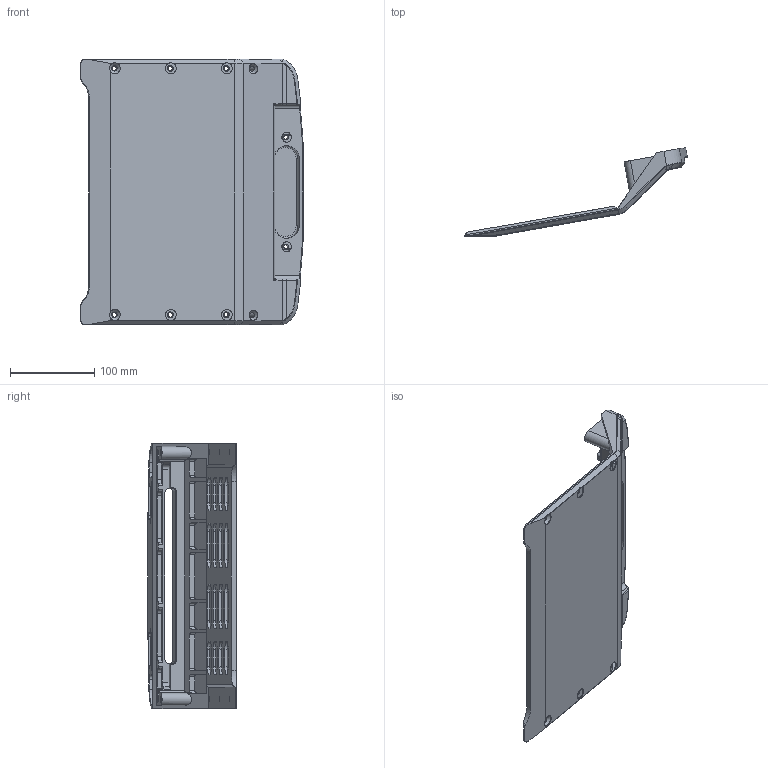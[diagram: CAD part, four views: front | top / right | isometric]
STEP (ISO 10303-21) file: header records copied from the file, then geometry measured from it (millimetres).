
FILE_DESCRIPTION(/* description */ (''),/* implementation_level */ '2;1');
FILE_NAME(/* name */ 'Odyssey Bumper.step',/* time_stamp */ '2024-08-25T02:50:44+01:00',/* author */ (''),/* organization */ (''),/* preprocessor_version */ 'ST-DEVELOPER v20',/* originating_system */ 'Autodesk Translation Framework v13.14.0.145',/* authorisation */ '');
FILE_SCHEMA (('AUTOMOTIVE_DESIGN { 1 0 10303 214 3 1 1 }'));
Length unit declared in the file: millimetre
Products named in the file (1): Bumper (Avalon)
Bounding box: 264.07 x 104.99 x 315.76 mm (x, y, z)
Volume: 770129.7 mm3; surface area: 222494.5 mm2
Topology: 1 solids, 1 shells, 511 faces, 1376 edges, 875 vertices
Faces by surface type: cylinder 215, plane 210, bspline 36, torus 24, cone 22, sphere 4
Full cylindrical faces by diameter (mm): 5.5 x6, 5.8 x2, 6 x2, 12 x2, 13 x6
Entity records: 17005 total; most frequent: CARTESIAN_POINT 4020, DIRECTION 2758, ORIENTED_EDGE 2720, EDGE_CURVE 1360, AXIS2_PLACEMENT_3D 1012, VERTEX_POINT 875, LINE 734, VECTOR 734
